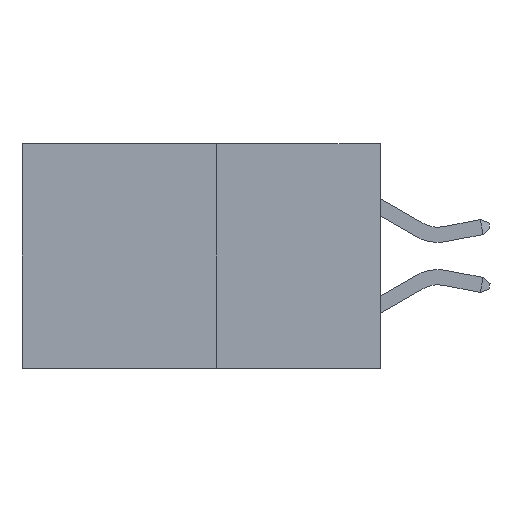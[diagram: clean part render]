
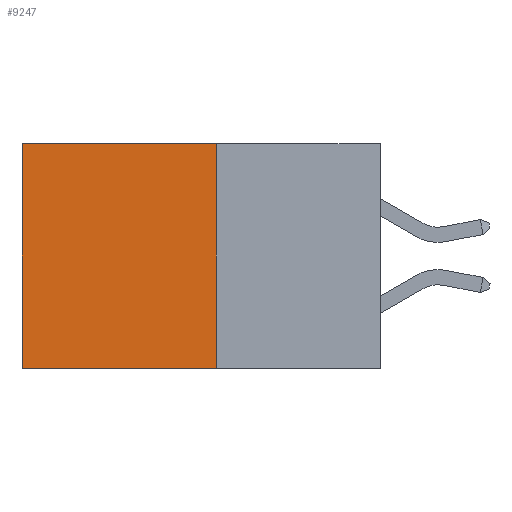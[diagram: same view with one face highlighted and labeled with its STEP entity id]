
A CAD part, left-side view. The second image highlights one B-rep face of the part: STEP entity #9247.
In plain terms, the highlighted planar face has unit normal (-1, 0, 0).
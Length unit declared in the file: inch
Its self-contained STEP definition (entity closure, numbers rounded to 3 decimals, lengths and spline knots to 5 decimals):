
#476 = DIRECTION ( 'NONE',  ( 0., 0., -1. ) ) ;
#543 = VECTOR ( 'NONE', #13149, 39.37008 ) ;
#1206 = LINE ( 'NONE', #4952, #7443 ) ;
#1231 = EDGE_CURVE ( 'NONE', #10383, #16459, #11143, .T. ) ;
#3005 = ORIENTED_EDGE ( 'NONE', *, *, #8687, .F. ) ;
#3017 = CARTESIAN_POINT ( 'NONE',  ( 0.277, 0.59, -0.37 ) ) ;
#3043 = FACE_OUTER_BOUND ( 'NONE', #7680, .T. ) ;
#3329 = VERTEX_POINT ( 'NONE', #14509 ) ;
#3908 = DIRECTION ( 'NONE',  ( 0., 1., 0. ) ) ;
#4952 = CARTESIAN_POINT ( 'NONE',  ( 0.277, 0.27, -0.37 ) ) ;
#5284 = DIRECTION ( 'NONE',  ( 0., 0., -1. ) ) ;
#5686 = ORIENTED_EDGE ( 'NONE', *, *, #6735, .T. ) ;
#5909 = CARTESIAN_POINT ( 'NONE',  ( 0.277, 0.27, 0. ) ) ;
#6735 = EDGE_CURVE ( 'NONE', #12221, #3329, #7561, .T. ) ;
#7089 = PLANE ( 'NONE',  #7876 ) ;
#7443 = VECTOR ( 'NONE', #12976, 39.37008 ) ;
#7561 = LINE ( 'NONE', #7926, #16751 ) ;
#7680 = EDGE_LOOP ( 'NONE', ( #8887, #14041, #3005, #5686 ) ) ;
#7876 = AXIS2_PLACEMENT_3D ( 'NONE', #16260, #8461, #476 ) ;
#7926 = CARTESIAN_POINT ( 'NONE',  ( 0.277, 0.27, 0. ) ) ;
#8461 = DIRECTION ( 'NONE',  ( 1., 0., 0. ) ) ;
#8687 = EDGE_CURVE ( 'NONE', #12221, #10383, #1206, .T. ) ;
#8887 = ORIENTED_EDGE ( 'NONE', *, *, #13292, .T. ) ;
#9247 = ADVANCED_FACE ( 'NONE', ( #3043 ), #7089, .F. ) ;
#10383 = VERTEX_POINT ( 'NONE', #13357 ) ;
#10845 = LINE ( 'NONE', #11977, #14364 ) ;
#11143 = LINE ( 'NONE', #14113, #543 ) ;
#11977 = CARTESIAN_POINT ( 'NONE',  ( 0.277, 0.59, -0.37 ) ) ;
#12221 = VERTEX_POINT ( 'NONE', #5909 ) ;
#12976 = DIRECTION ( 'NONE',  ( 0., 0., -1. ) ) ;
#13149 = DIRECTION ( 'NONE',  ( 0., 1., 0. ) ) ;
#13292 = EDGE_CURVE ( 'NONE', #3329, #16459, #10845, .T. ) ;
#13357 = CARTESIAN_POINT ( 'NONE',  ( 0.277, 0.27, -0.37 ) ) ;
#14041 = ORIENTED_EDGE ( 'NONE', *, *, #1231, .F. ) ;
#14113 = CARTESIAN_POINT ( 'NONE',  ( 0.277, 0.27, -0.37 ) ) ;
#14364 = VECTOR ( 'NONE', #5284, 39.37008 ) ;
#14509 = CARTESIAN_POINT ( 'NONE',  ( 0.277, 0.59, 0. ) ) ;
#16260 = CARTESIAN_POINT ( 'NONE',  ( 0.277, 0.27, -0.37 ) ) ;
#16459 = VERTEX_POINT ( 'NONE', #3017 ) ;
#16751 = VECTOR ( 'NONE', #3908, 39.37008 ) ;
